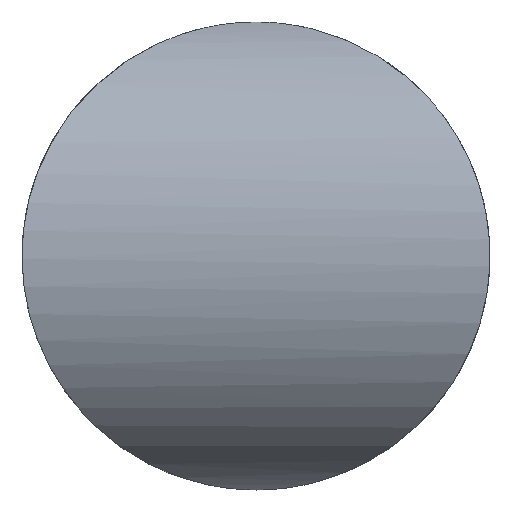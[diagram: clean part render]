
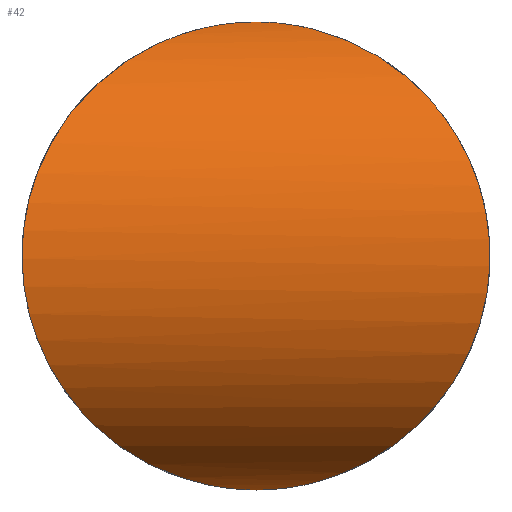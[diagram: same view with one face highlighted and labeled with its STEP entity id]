
A CAD part, left-side view. The second image highlights one B-rep face of the part: STEP entity #42.
In plain terms, the highlighted cylindrical face has radius 50 mm (diameter 100 mm), a partial arc.
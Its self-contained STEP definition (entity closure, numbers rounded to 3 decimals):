
#16=B_SPLINE_CURVE_WITH_KNOTS('',3,(#88,#89,#90,#91,#92,#93,#94,#95,#96,
#97,#98,#99,#100,#101,#102,#103,#104,#105,#106,#107,#108,#109,#110,#111,
#112,#113,#114,#115,#116,#117,#118,#119,#120,#121,#122,#123,#124,#125,#126,
#127,#128,#129,#130,#131,#132,#133,#134,#135,#136,#137,#138,#139,#140,#141,
#142,#143,#144,#145,#146,#147,#148,#149,#150,#151,#152,#153,#154,#155,#156,
#157,#158,#159,#160,#161,#162,#163,#164,#165,#166,#167,#168,#169),
 .UNSPECIFIED.,.T.,.F.,(4,2,2,2,2,2,2,2,2,2,2,2,2,2,2,2,2,2,2,2,2,2,2,2,
2,2,2,2,2,2,2,2,2,2,2,2,2,2,2,2,4),(0.,0.537,1.073,
1.61,2.147,3.22,4.294,5.252,
6.211,7.17,8.129,9.087,10.046,
11.005,11.963,13.037,14.11,14.647,
15.184,15.72,16.257,16.794,17.331,
17.867,18.404,19.477,20.551,21.51,
22.468,23.427,24.386,25.344,26.303,
27.262,28.221,29.294,30.368,30.904,
31.441,31.978,32.514),.UNSPECIFIED.);
#18=FACE_OUTER_BOUND('',#22,.T.);
#22=EDGE_LOOP('',(#35));
#28=VERTEX_POINT('',#87);
#31=EDGE_CURVE('',#28,#28,#16,.T.);
#35=ORIENTED_EDGE('',*,*,#31,.T.);
#39=CYLINDRICAL_SURFACE('',#67,50.);
#42=ADVANCED_FACE('',(#18),#39,.T.);
#67=AXIS2_PLACEMENT_3D('',#170,#77,#78);
#77=DIRECTION('center_axis',(0.,1.,0.));
#78=DIRECTION('ref_axis',(0.,0.,-1.));
#87=CARTESIAN_POINT('',(-17.059,56.685,47.));
#88=CARTESIAN_POINT('Ctrl Pts',(-17.059,56.685,47.));
#89=CARTESIAN_POINT('Ctrl Pts',(-17.059,58.474,47.));
#90=CARTESIAN_POINT('Ctrl Pts',(-17.338,60.145,46.9));
#91=CARTESIAN_POINT('Ctrl Pts',(-18.249,63.347,46.553));
#92=CARTESIAN_POINT('Ctrl Pts',(-18.879,64.876,46.306));
#93=CARTESIAN_POINT('Ctrl Pts',(-20.352,67.861,45.677));
#94=CARTESIAN_POINT('Ctrl Pts',(-21.196,69.313,45.296));
#95=CARTESIAN_POINT('Ctrl Pts',(-23.011,72.167,44.402));
#96=CARTESIAN_POINT('Ctrl Pts',(-23.983,73.568,43.888));
#97=CARTESIAN_POINT('Ctrl Pts',(-27.012,77.714,42.14));
#98=CARTESIAN_POINT('Ctrl Pts',(-29.165,80.38,40.703));
#99=CARTESIAN_POINT('Ctrl Pts',(-33.383,85.413,37.321));
#100=CARTESIAN_POINT('Ctrl Pts',(-35.451,87.777,35.376));
#101=CARTESIAN_POINT('Ctrl Pts',(-39.058,91.831,31.321));
#102=CARTESIAN_POINT('Ctrl Pts',(-40.743,93.691,29.126));
#103=CARTESIAN_POINT('Ctrl Pts',(-43.828,97.062,24.237));
#104=CARTESIAN_POINT('Ctrl Pts',(-45.228,98.574,21.543));
#105=CARTESIAN_POINT('Ctrl Pts',(-47.542,101.063,15.792));
#106=CARTESIAN_POINT('Ctrl Pts',(-48.459,102.042,12.728));
#107=CARTESIAN_POINT('Ctrl Pts',(-49.688,103.354,6.43));
#108=CARTESIAN_POINT('Ctrl Pts',(-50.,103.685,3.196));
#109=CARTESIAN_POINT('Ctrl Pts',(-50.,103.685,-3.196));
#110=CARTESIAN_POINT('Ctrl Pts',(-49.688,103.354,-6.43));
#111=CARTESIAN_POINT('Ctrl Pts',(-48.459,102.042,-12.728));
#112=CARTESIAN_POINT('Ctrl Pts',(-47.542,101.063,-15.792));
#113=CARTESIAN_POINT('Ctrl Pts',(-45.228,98.574,-21.543));
#114=CARTESIAN_POINT('Ctrl Pts',(-43.828,97.062,-24.237));
#115=CARTESIAN_POINT('Ctrl Pts',(-40.743,93.691,-29.126));
#116=CARTESIAN_POINT('Ctrl Pts',(-39.058,91.831,-31.321));
#117=CARTESIAN_POINT('Ctrl Pts',(-35.451,87.777,-35.376));
#118=CARTESIAN_POINT('Ctrl Pts',(-33.383,85.413,-37.321));
#119=CARTESIAN_POINT('Ctrl Pts',(-29.165,80.38,-40.703));
#120=CARTESIAN_POINT('Ctrl Pts',(-27.012,77.714,-42.14));
#121=CARTESIAN_POINT('Ctrl Pts',(-23.983,73.568,-43.888));
#122=CARTESIAN_POINT('Ctrl Pts',(-23.011,72.167,-44.402));
#123=CARTESIAN_POINT('Ctrl Pts',(-21.196,69.313,-45.296));
#124=CARTESIAN_POINT('Ctrl Pts',(-20.352,67.861,-45.677));
#125=CARTESIAN_POINT('Ctrl Pts',(-18.879,64.876,-46.306));
#126=CARTESIAN_POINT('Ctrl Pts',(-18.249,63.347,-46.553));
#127=CARTESIAN_POINT('Ctrl Pts',(-17.338,60.145,-46.9));
#128=CARTESIAN_POINT('Ctrl Pts',(-17.059,58.474,-47.));
#129=CARTESIAN_POINT('Ctrl Pts',(-17.059,54.895,-47.));
#130=CARTESIAN_POINT('Ctrl Pts',(-17.338,53.224,-46.9));
#131=CARTESIAN_POINT('Ctrl Pts',(-18.249,50.022,-46.553));
#132=CARTESIAN_POINT('Ctrl Pts',(-18.879,48.493,-46.306));
#133=CARTESIAN_POINT('Ctrl Pts',(-20.352,45.508,-45.677));
#134=CARTESIAN_POINT('Ctrl Pts',(-21.196,44.057,-45.296));
#135=CARTESIAN_POINT('Ctrl Pts',(-23.011,41.202,-44.402));
#136=CARTESIAN_POINT('Ctrl Pts',(-23.983,39.801,-43.888));
#137=CARTESIAN_POINT('Ctrl Pts',(-27.012,35.655,-42.14));
#138=CARTESIAN_POINT('Ctrl Pts',(-29.165,32.989,-40.703));
#139=CARTESIAN_POINT('Ctrl Pts',(-33.383,27.956,-37.321));
#140=CARTESIAN_POINT('Ctrl Pts',(-35.451,25.592,-35.376));
#141=CARTESIAN_POINT('Ctrl Pts',(-39.058,21.538,-31.321));
#142=CARTESIAN_POINT('Ctrl Pts',(-40.743,19.678,-29.126));
#143=CARTESIAN_POINT('Ctrl Pts',(-43.828,16.307,-24.237));
#144=CARTESIAN_POINT('Ctrl Pts',(-45.228,14.795,-21.543));
#145=CARTESIAN_POINT('Ctrl Pts',(-47.542,12.306,-15.792));
#146=CARTESIAN_POINT('Ctrl Pts',(-48.459,11.327,-12.728));
#147=CARTESIAN_POINT('Ctrl Pts',(-49.688,10.016,-6.43));
#148=CARTESIAN_POINT('Ctrl Pts',(-50.,9.685,-3.196));
#149=CARTESIAN_POINT('Ctrl Pts',(-50.,9.685,3.196));
#150=CARTESIAN_POINT('Ctrl Pts',(-49.688,10.016,6.43));
#151=CARTESIAN_POINT('Ctrl Pts',(-48.459,11.327,12.728));
#152=CARTESIAN_POINT('Ctrl Pts',(-47.542,12.306,15.792));
#153=CARTESIAN_POINT('Ctrl Pts',(-45.228,14.795,21.543));
#154=CARTESIAN_POINT('Ctrl Pts',(-43.828,16.307,24.237));
#155=CARTESIAN_POINT('Ctrl Pts',(-40.743,19.678,29.126));
#156=CARTESIAN_POINT('Ctrl Pts',(-39.058,21.538,31.321));
#157=CARTESIAN_POINT('Ctrl Pts',(-35.451,25.592,35.376));
#158=CARTESIAN_POINT('Ctrl Pts',(-33.383,27.956,37.321));
#159=CARTESIAN_POINT('Ctrl Pts',(-29.165,32.989,40.703));
#160=CARTESIAN_POINT('Ctrl Pts',(-27.012,35.655,42.14));
#161=CARTESIAN_POINT('Ctrl Pts',(-23.983,39.801,43.888));
#162=CARTESIAN_POINT('Ctrl Pts',(-23.011,41.202,44.402));
#163=CARTESIAN_POINT('Ctrl Pts',(-21.196,44.057,45.296));
#164=CARTESIAN_POINT('Ctrl Pts',(-20.352,45.508,45.677));
#165=CARTESIAN_POINT('Ctrl Pts',(-18.879,48.493,46.306));
#166=CARTESIAN_POINT('Ctrl Pts',(-18.249,50.022,46.553));
#167=CARTESIAN_POINT('Ctrl Pts',(-17.338,53.224,46.9));
#168=CARTESIAN_POINT('Ctrl Pts',(-17.059,54.895,47.));
#169=CARTESIAN_POINT('Ctrl Pts',(-17.059,56.685,47.));
#170=CARTESIAN_POINT('Origin',(0.,0.,0.));
